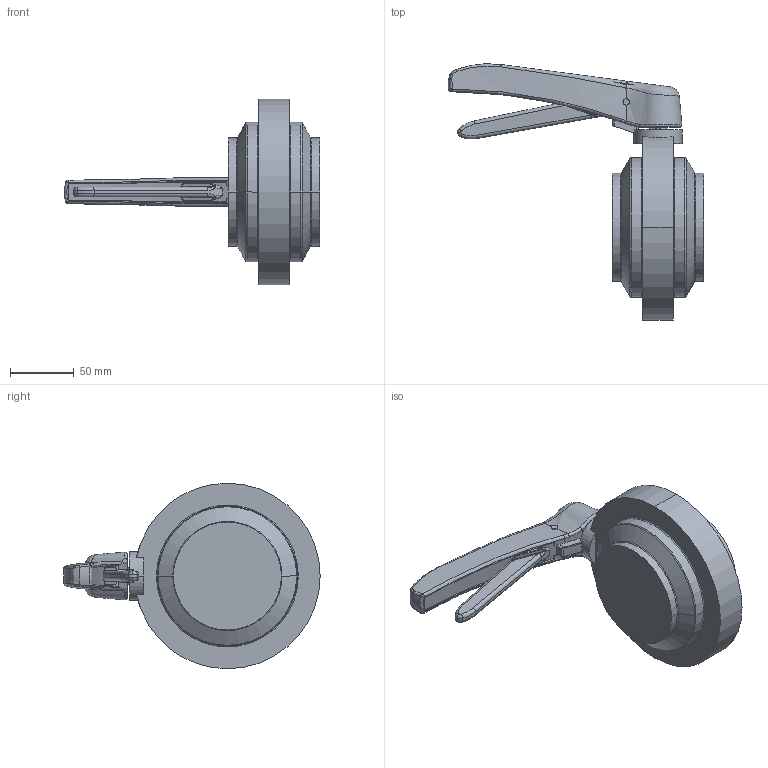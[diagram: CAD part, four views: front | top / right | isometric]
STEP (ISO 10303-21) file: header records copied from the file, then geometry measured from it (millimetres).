
FILE_DESCRIPTION (( 'STEP AP214' ), '1' );
FILE_NAME ('4301080xxx-xxx.STEP', '2012-11-15T07:38:38', ( 'Install' ), ( '' ), 'SwSTEP 2.0', 'SolidWorks 2011', '' );
FILE_SCHEMA (( 'AUTOMOTIVE_DESIGN' ));
Length unit declared in the file: millimetre
Products named in the file (1): 4301080xxx-xxx
Bounding box: 200.99 x 201.67 x 146 mm (x, y, z)
Volume: 895926.7 mm3; surface area: 81225.5 mm2
Topology: 1 solids, 1 shells, 201 faces, 514 edges, 314 vertices
Faces by surface type: bspline 71, cylinder 56, plane 46, torus 24, cone 4
Entity records: 11687 total; most frequent: CARTESIAN_POINT 7476, ORIENTED_EDGE 1012, DIRECTION 700, EDGE_CURVE 506, VERTEX_POINT 314, AXIS2_PLACEMENT_3D 287, EDGE_LOOP 210, FACE_OUTER_BOUND 201
